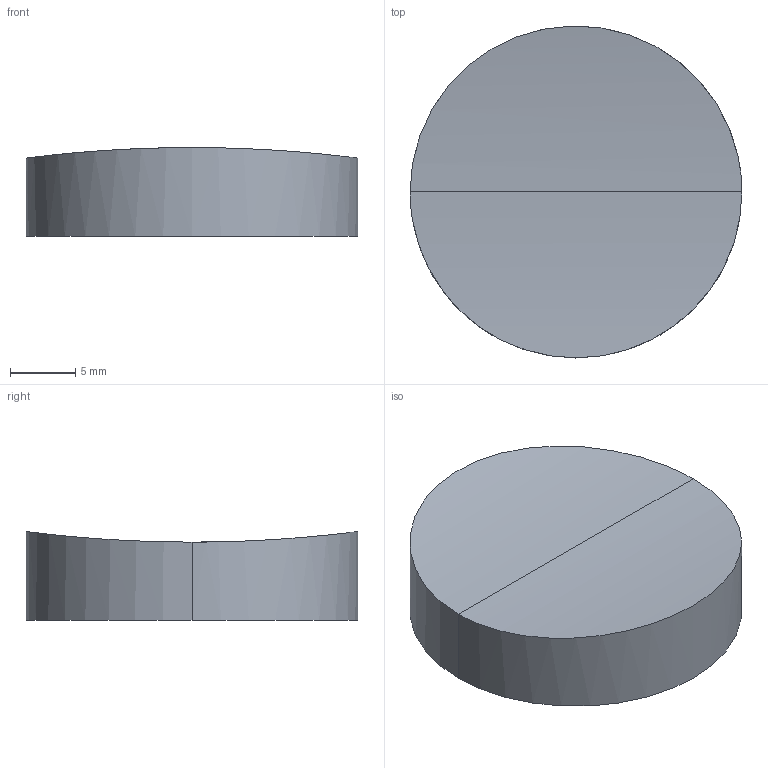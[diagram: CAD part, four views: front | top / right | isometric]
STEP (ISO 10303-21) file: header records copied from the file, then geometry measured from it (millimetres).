
FILE_DESCRIPTION (( 'STEP AP203' ), '1' );
FILE_NAME ('TTN005965-E0W.STEP', '2013-04-23T15:53:33', ( 'Admin' ), ( '' ), 'SwSTEP 2.0', 'SolidWorks 2012', '' );
FILE_SCHEMA (( 'CONFIG_CONTROL_DESIGN' ));
Length unit declared in the file: millimetre
Products named in the file (1): TTN005965-E0W
Bounding box: 25.4 x 25.4 x 6.81 mm (x, y, z)
Volume: 3142.6 mm3; surface area: 1525.5 mm2
Topology: 1 solids, 1 shells, 37 faces, 256 edges, 253 vertices
Faces by surface type: plane 33, cylinder 4
Entity records: 4461 total; most frequent: CARTESIAN_POINT 2505, ORIENTED_EDGE 512, EDGE_CURVE 256, VERTEX_POINT 253, DIRECTION 213, VECTOR 133, LINE 133, B_SPLINE_CURVE_WITH_KNOTS 121
